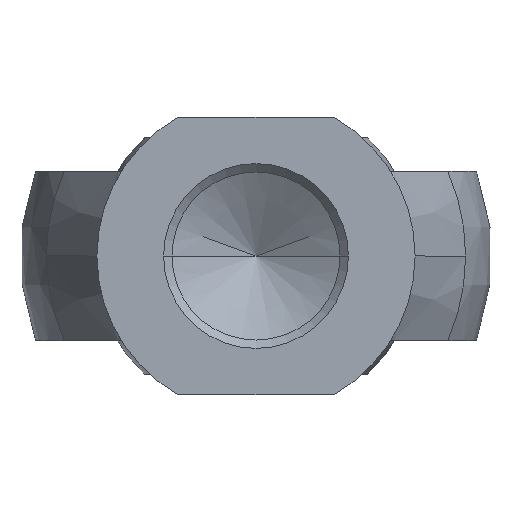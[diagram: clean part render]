
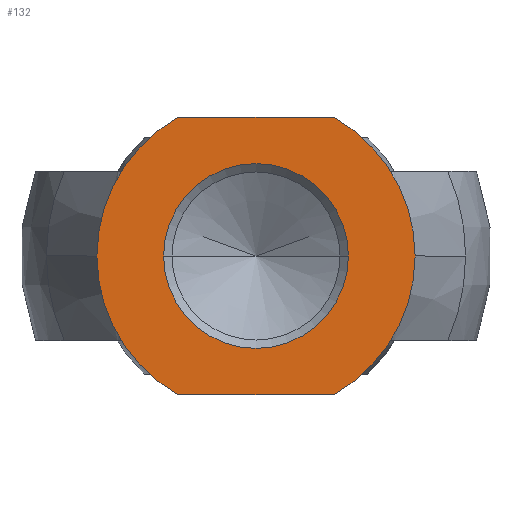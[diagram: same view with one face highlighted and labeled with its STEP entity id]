
A CAD part, front view. The second image highlights one B-rep face of the part: STEP entity #132.
In plain terms, the highlighted planar face has unit normal (0, -1, 0).
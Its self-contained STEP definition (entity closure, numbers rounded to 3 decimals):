
#132=ADVANCED_FACE('',(#281,#282),#283,.T.);
#281=FACE_BOUND('',#454,.T.);
#282=FACE_OUTER_BOUND('',#455,.T.);
#283=PLANE('',#456);
#454=EDGE_LOOP('',(#750,#751));
#455=EDGE_LOOP('',(#752,#753,#754,#755,#756,#757));
#456=AXIS2_PLACEMENT_3D('',#758,#759,#760);
#750=ORIENTED_EDGE('',*,*,#1011,.T.);
#751=ORIENTED_EDGE('',*,*,#1034,.T.);
#752=ORIENTED_EDGE('',*,*,#1045,.T.);
#753=ORIENTED_EDGE('',*,*,#1057,.F.);
#754=ORIENTED_EDGE('',*,*,#979,.F.);
#755=ORIENTED_EDGE('',*,*,#1055,.T.);
#756=ORIENTED_EDGE('',*,*,#982,.F.);
#757=ORIENTED_EDGE('',*,*,#1053,.F.);
#758=CARTESIAN_POINT('',(0.0,-71.0,0.0));
#759=DIRECTION('',(0.0,-1.0,0.0));
#760=DIRECTION('',(-1.0,0.0,0.0));
#979=EDGE_CURVE('',#1157,#1153,#1159,.T.);
#982=EDGE_CURVE('',#1161,#1164,#1165,.T.);
#1011=EDGE_CURVE('',#1206,#1208,#1210,.T.);
#1034=EDGE_CURVE('',#1208,#1206,#1239,.T.);
#1045=EDGE_CURVE('',#1250,#1251,#1252,.T.);
#1053=EDGE_CURVE('',#1250,#1161,#1262,.T.);
#1055=EDGE_CURVE('',#1157,#1164,#1264,.T.);
#1057=EDGE_CURVE('',#1153,#1251,#1266,.T.);
#1153=VERTEX_POINT('',#1411);
#1157=VERTEX_POINT('',#1416);
#1159=CIRCLE('',#1419,15.5);
#1161=VERTEX_POINT('',#1421);
#1164=VERTEX_POINT('',#1425);
#1165=CIRCLE('',#1426,15.5);
#1206=VERTEX_POINT('',#1487);
#1208=VERTEX_POINT('',#1490);
#1210=CIRCLE('',#1493,9.0);
#1239=CIRCLE('',#1636,9.0);
#1250=VERTEX_POINT('',#1647);
#1251=VERTEX_POINT('',#1648);
#1252=LINE('',#1649,#1650);
#1262=CIRCLE('',#1671,15.5);
#1264=LINE('',#1673,#1674);
#1266=CIRCLE('',#1676,15.5);
#1411=CARTESIAN_POINT('',(15.5,-71.0,0.));
#1416=CARTESIAN_POINT('',(7.616,-71.0,13.5));
#1419=AXIS2_PLACEMENT_3D('',#1830,#1831,#1832);
#1421=CARTESIAN_POINT('',(-15.5,-71.0,0.));
#1425=CARTESIAN_POINT('',(-7.616,-71.0,13.5));
#1426=AXIS2_PLACEMENT_3D('',#1834,#1835,#1836);
#1487=CARTESIAN_POINT('',(9.0,-71.0,0.));
#1490=CARTESIAN_POINT('',(-9.0,-71.0,0.));
#1493=AXIS2_PLACEMENT_3D('',#1874,#1875,#1876);
#1636=AXIS2_PLACEMENT_3D('',#1904,#1905,#1906);
#1647=CARTESIAN_POINT('',(-7.616,-71.0,-13.5));
#1648=CARTESIAN_POINT('',(7.616,-71.0,-13.5));
#1649=CARTESIAN_POINT('',(0.,-71.0,-13.5));
#1650=VECTOR('',#1919,1.0);
#1671=AXIS2_PLACEMENT_3D('',#1928,#1929,#1930);
#1673=CARTESIAN_POINT('',(0.0,-71.0,13.5));
#1674=VECTOR('',#1931,1.0);
#1676=AXIS2_PLACEMENT_3D('',#1932,#1933,#1934);
#1830=CARTESIAN_POINT('',(0.,-71.0,0.0));
#1831=DIRECTION('',(0.,1.0,0.0));
#1832=DIRECTION('',(-1.0,0.,0.0));
#1834=CARTESIAN_POINT('',(0.,-71.0,0.0));
#1835=DIRECTION('',(0.,1.0,0.0));
#1836=DIRECTION('',(-1.0,0.,0.0));
#1874=CARTESIAN_POINT('',(0.0,-71.0,0.0));
#1875=DIRECTION('',(-0.0,1.0,0.0));
#1876=DIRECTION('',(1.0,0.0,0.));
#1904=CARTESIAN_POINT('',(0.0,-71.0,0.0));
#1905=DIRECTION('',(-0.0,1.0,0.0));
#1906=DIRECTION('',(1.0,0.0,0.));
#1919=DIRECTION('',(1.0,0.0,0.));
#1928=CARTESIAN_POINT('',(0.,-71.0,0.0));
#1929=DIRECTION('',(0.,1.0,0.0));
#1930=DIRECTION('',(-1.0,0.,0.0));
#1931=DIRECTION('',(-1.0,0.0,0.0));
#1932=CARTESIAN_POINT('',(0.,-71.0,0.0));
#1933=DIRECTION('',(0.,1.0,0.0));
#1934=DIRECTION('',(-1.0,0.,0.0));
